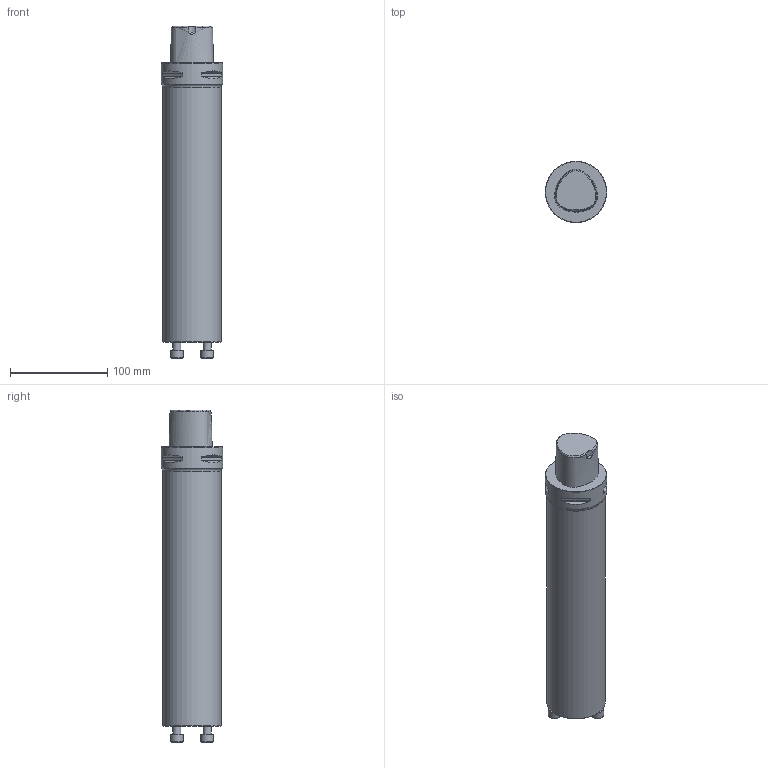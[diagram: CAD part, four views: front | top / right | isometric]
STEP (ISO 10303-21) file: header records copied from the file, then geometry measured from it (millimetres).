
FILE_DESCRIPTION(/* description */ (''),/* implementation_level */ '2;1');
FILE_NAME(/* name */ '1529144181233.stp',/* time_stamp */ '2018-06-16T12:16:30+02:00',/* author */ (''),/* organization */ ('SMS'),/* preprocessor_version */ 'ST-DEVELOPER v15',/* originating_system */ 'SIEMENS PLM Software NX 8.5',/* authorisation */ '');
FILE_SCHEMA (('AUTOMOTIVE_DESIGN { 1 0 10303 214 3 1 1 1 }'));
Length unit declared in the file: millimetre
Products named in the file (1): C6-570-3C_60_287
Bounding box: 63 x 63 x 341 mm (x, y, z)
Volume: 874995.8 mm3; surface area: 67898.1 mm2
Topology: 1 solids, 1 shells, 69 faces, 156 edges, 106 vertices
Faces by surface type: plane 42, cylinder 17, cone 7, bspline 2, torus 1
Full cylindrical faces by diameter (mm): 8 x3, 13 x3, 60 x1, 63 x1
Entity records: 2580 total; most frequent: CARTESIAN_POINT 1081, DIRECTION 284, ORIENTED_EDGE 272, EDGE_CURVE 136, AXIS2_PLACEMENT_3D 103, EDGE_LOOP 98, VERTEX_POINT 98, LINE 78
